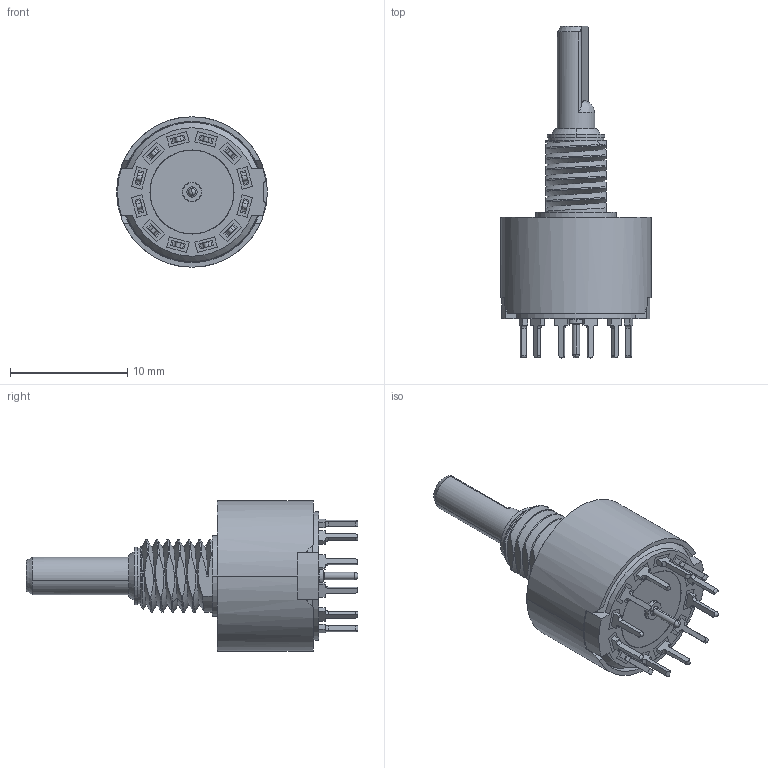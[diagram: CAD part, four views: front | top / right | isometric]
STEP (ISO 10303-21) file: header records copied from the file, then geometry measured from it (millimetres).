
FILE_DESCRIPTION((''),'2;1');
FILE_NAME('56DP30-01-1-AJN_SW','2019-08-20T',('mmeyers'),(''),'PRO/ENGINEER BY PARAMETRIC TECHNOLOGY CORPORATION, 2016100','PRO/ENGINEER BY PARAMETRIC TECHNOLOGY CORPORATION, 2016100','');
FILE_SCHEMA(('CONFIG_CONTROL_DESIGN'));
Length unit declared in the file: inch
Products named in the file (1): 56DP30-01-1-AJN_SW
Bounding box: 12.83 x 28.3 x 12.83 mm (x, y, z)
Surface area: 1613.9 mm2 (no closed solid volume)
Topology: 0 solids, 32 shells, 368 faces, 1194 edges, 861 vertices
Faces by surface type: plane 175, cylinder 140, cone 22, torus 22, bspline 7, sphere 2
Entity records: 15560 total; most frequent: CARTESIAN_POINT 4956, DIRECTION 2149, ORIENTED_EDGE 2131, EDGE_CURVE 1192, VERTEX_POINT 861, AXIS2_PLACEMENT_3D 730, VECTOR 689, LINE 689
